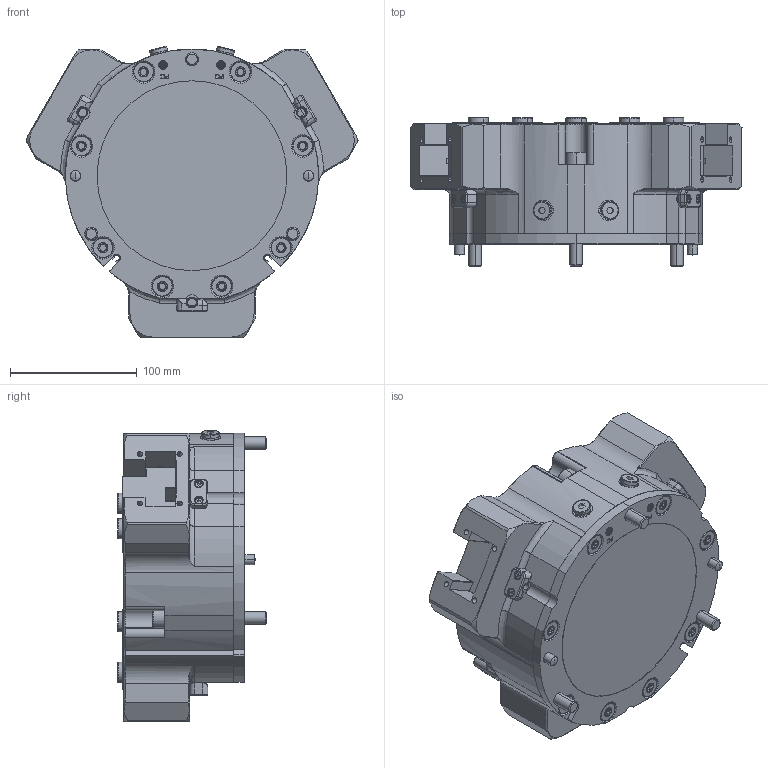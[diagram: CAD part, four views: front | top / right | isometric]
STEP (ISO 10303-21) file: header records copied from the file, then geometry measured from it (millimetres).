
FILE_DESCRIPTION (( 'STEP AP214' ), '1' );
FILE_NAME ('ASUTEC_ASGZ-200.STEP', '2022-07-19T13:53:38', ( '' ), ( '' ), 'SwSTEP 2.0', 'SolidWorks 2020', '' );
FILE_SCHEMA (( 'AUTOMOTIVE_DESIGN' ));
Length unit declared in the file: millimetre
Products named in the file (1): ASUTEC_ASGZ-200
Bounding box: 262.25 x 117.25 x 230.25 mm (x, y, z)
Volume: 3178541.8 mm3; surface area: 395121.5 mm2
Topology: 8 solids, 32 shells, 3032 faces, 7678 edges, 4819 vertices
Faces by surface type: plane 1081, cylinder 901, cone 584, bspline 454, torus 12
Entity records: 143143 total; most frequent: CARTESIAN_POINT 40730, ORIENTED_EDGE 15136, DIRECTION 13661, EDGE_CURVE 7568, AXIS2_PLACEMENT_3D 4884, VERTEX_POINT 4819, LINE 3893, VECTOR 3893
